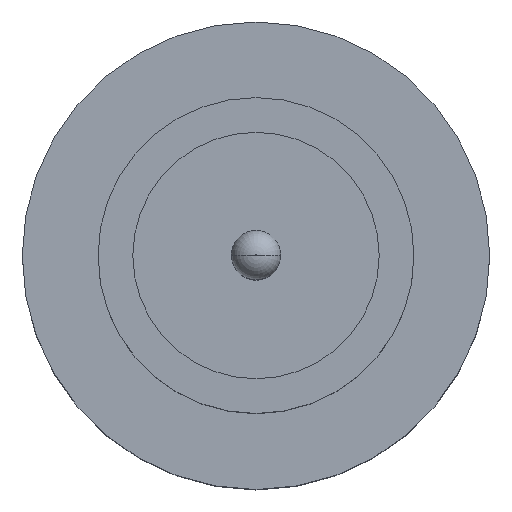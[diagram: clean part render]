
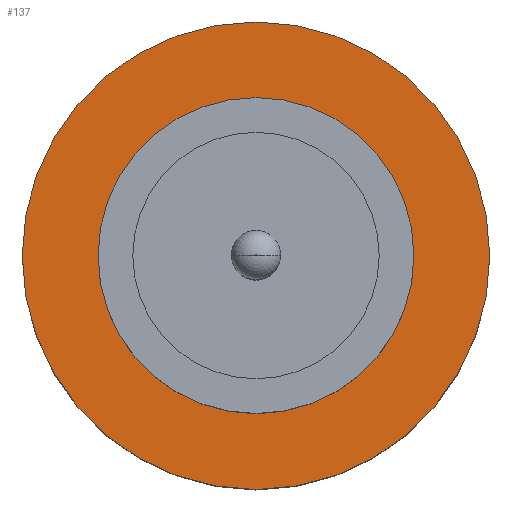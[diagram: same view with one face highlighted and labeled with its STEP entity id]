
A CAD part, top view. The second image highlights one B-rep face of the part: STEP entity #137.
In plain terms, the highlighted planar face has unit normal (0, 0, 1).
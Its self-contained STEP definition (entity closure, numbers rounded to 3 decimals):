
#30 = CARTESIAN_POINT ( 'NONE',  ( 0., 0., 1.55 ) ) ;
#37 = VERTEX_POINT ( 'NONE', #416 ) ;
#40 = EDGE_CURVE ( 'NONE', #357, #356, #785, .T. ) ;
#46 = AXIS2_PLACEMENT_3D ( 'NONE', #438, #694, #509 ) ;
#50 = DIRECTION ( 'NONE',  ( 1., 0., 0. ) ) ;
#66 = ORIENTED_EDGE ( 'NONE', *, *, #40, .T. ) ;
#79 = CIRCLE ( 'NONE', #46, 1.25 ) ;
#102 = CARTESIAN_POINT ( 'NONE',  ( 0., 0., 1.55 ) ) ;
#116 = EDGE_LOOP ( 'NONE', ( #226, #765 ) ) ;
#137 = ADVANCED_FACE ( 'NONE', ( #612, #575 ), #552, .T. ) ;
#162 = AXIS2_PLACEMENT_3D ( 'NONE', #310, #583, #759 ) ;
#163 = DIRECTION ( 'NONE',  ( 1., 0., 0. ) ) ;
#179 = AXIS2_PLACEMENT_3D ( 'NONE', #30, #773, #513 ) ;
#186 = EDGE_CURVE ( 'NONE', #704, #37, #79, .T. ) ;
#226 = ORIENTED_EDGE ( 'NONE', *, *, #186, .F. ) ;
#227 = ORIENTED_EDGE ( 'NONE', *, *, #291, .T. ) ;
#228 = AXIS2_PLACEMENT_3D ( 'NONE', #102, #529, #163 ) ;
#291 = EDGE_CURVE ( 'NONE', #356, #357, #429, .T. ) ;
#310 = CARTESIAN_POINT ( 'NONE',  ( 0., 0., 1.55 ) ) ;
#356 = VERTEX_POINT ( 'NONE', #780 ) ;
#357 = VERTEX_POINT ( 'NONE', #667 ) ;
#393 = CIRCLE ( 'NONE', #228, 1.25 ) ;
#416 = CARTESIAN_POINT ( 'NONE',  ( -1.25, 0., 1.55 ) ) ;
#423 = AXIS2_PLACEMENT_3D ( 'NONE', #742, #754, #50 ) ;
#429 = CIRCLE ( 'NONE', #179, 1.85 ) ;
#436 = EDGE_CURVE ( 'NONE', #37, #704, #393, .T. ) ;
#437 = CARTESIAN_POINT ( 'NONE',  ( 1.25, 0., 1.55 ) ) ;
#438 = CARTESIAN_POINT ( 'NONE',  ( 0., 0., 1.55 ) ) ;
#509 = DIRECTION ( 'NONE',  ( 1., 0., 0. ) ) ;
#513 = DIRECTION ( 'NONE',  ( 1., 0., 0. ) ) ;
#529 = DIRECTION ( 'NONE',  ( 0., 0., 1. ) ) ;
#552 = PLANE ( 'NONE',  #162 ) ;
#575 = FACE_OUTER_BOUND ( 'NONE', #768, .T. ) ;
#583 = DIRECTION ( 'NONE',  ( 0., 0., 1. ) ) ;
#612 = FACE_BOUND ( 'NONE', #116, .T. ) ;
#667 = CARTESIAN_POINT ( 'NONE',  ( 1.85, 0., 1.55 ) ) ;
#694 = DIRECTION ( 'NONE',  ( 0., 0., 1. ) ) ;
#704 = VERTEX_POINT ( 'NONE', #437 ) ;
#742 = CARTESIAN_POINT ( 'NONE',  ( 0., 0., 1.55 ) ) ;
#754 = DIRECTION ( 'NONE',  ( 0., 0., 1. ) ) ;
#759 = DIRECTION ( 'NONE',  ( 1., 0., 0. ) ) ;
#765 = ORIENTED_EDGE ( 'NONE', *, *, #436, .F. ) ;
#768 = EDGE_LOOP ( 'NONE', ( #227, #66 ) ) ;
#773 = DIRECTION ( 'NONE',  ( 0., 0., 1. ) ) ;
#780 = CARTESIAN_POINT ( 'NONE',  ( -1.85, 0., 1.55 ) ) ;
#785 = CIRCLE ( 'NONE', #423, 1.85 ) ;
